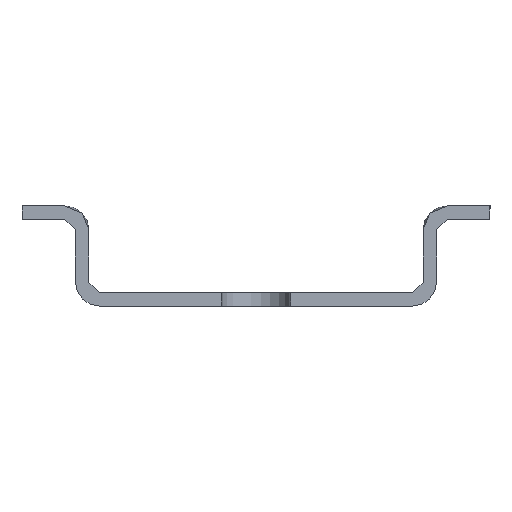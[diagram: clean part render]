
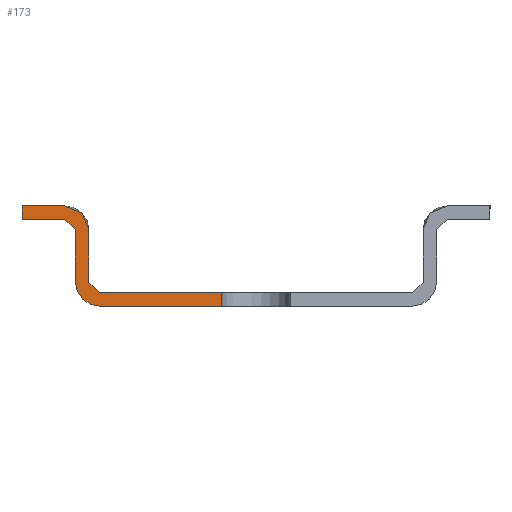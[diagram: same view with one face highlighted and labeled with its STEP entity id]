
A CAD part, left-side view. The second image highlights one B-rep face of the part: STEP entity #173.
In plain terms, the highlighted planar face has unit normal (-1, 0, 0).
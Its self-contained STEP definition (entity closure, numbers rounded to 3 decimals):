
#48=AXIS2_PLACEMENT_3D('Circle Axis2P3D',#46,#47,$) ;
#75=AXIS2_PLACEMENT_3D('Plane Axis2P3D',#72,#73,#74) ;
#41=CARTESIAN_POINT('Vertex',(0.,29.2,0.)) ;
#46=CARTESIAN_POINT('Axis2P3D Location',(0.,29.2,1.8)) ;
#50=CARTESIAN_POINT('Vertex',(0.,31.,1.8)) ;
#72=CARTESIAN_POINT('Axis2P3D Location',(0.,4.,0.)) ;
#77=CARTESIAN_POINT('Line Origine',(0.,17.5,1.)) ;
#81=CARTESIAN_POINT('Vertex',(0.,20.1,1.)) ;
#83=CARTESIAN_POINT('Vertex',(0.,29.2,1.)) ;
#87=CARTESIAN_POINT('Control Point',(0.,29.2,1.)) ;
#88=CARTESIAN_POINT('Control Point',(0.,29.514,1.)) ;
#89=CARTESIAN_POINT('Control Point',(0.,29.832,1.168)) ;
#90=CARTESIAN_POINT('Control Point',(0.,30.,1.486)) ;
#91=CARTESIAN_POINT('Control Point',(0.,30.,1.8)) ;
#92=CARTESIAN_POINT('Vertex',(0.,30.,1.8)) ;
#95=CARTESIAN_POINT('Line Origine',(0.,30.,3.75)) ;
#99=CARTESIAN_POINT('Vertex',(0.,30.,5.7)) ;
#103=CARTESIAN_POINT('Control Point',(0.,31.8,7.5)) ;
#104=CARTESIAN_POINT('Control Point',(0.,31.235,7.5)) ;
#105=CARTESIAN_POINT('Control Point',(0.,30.668,7.279)) ;
#106=CARTESIAN_POINT('Control Point',(0.,30.221,6.832)) ;
#107=CARTESIAN_POINT('Control Point',(0.,30.,6.265)) ;
#108=CARTESIAN_POINT('Control Point',(0.,30.,5.7)) ;
#109=CARTESIAN_POINT('Vertex',(0.,31.8,7.5)) ;
#112=CARTESIAN_POINT('Line Origine',(0.,17.5,7.5)) ;
#116=CARTESIAN_POINT('Vertex',(0.,35.,7.5)) ;
#119=CARTESIAN_POINT('Line Origine',(0.,35.,3.75)) ;
#123=CARTESIAN_POINT('Vertex',(0.,35.,6.5)) ;
#126=CARTESIAN_POINT('Line Origine',(0.,17.5,6.5)) ;
#130=CARTESIAN_POINT('Vertex',(0.,31.8,6.5)) ;
#134=CARTESIAN_POINT('Control Point',(0.,31.8,6.5)) ;
#135=CARTESIAN_POINT('Control Point',(0.,31.486,6.5)) ;
#136=CARTESIAN_POINT('Control Point',(0.,31.168,6.332)) ;
#137=CARTESIAN_POINT('Control Point',(0.,31.,6.014)) ;
#138=CARTESIAN_POINT('Control Point',(0.,31.,5.7)) ;
#139=CARTESIAN_POINT('Vertex',(0.,31.,5.7)) ;
#142=CARTESIAN_POINT('Line Origine',(0.,31.,3.75)) ;
#147=CARTESIAN_POINT('Line Origine',(0.,17.5,0.)) ;
#151=CARTESIAN_POINT('Vertex',(0.,20.1,0.)) ;
#154=CARTESIAN_POINT('Line Origine',(0.,20.1,3.75)) ;
#47=DIRECTION('Axis2P3D Direction',(1.,0.,0.)) ;
#73=DIRECTION('Axis2P3D Direction',(1.,0.,0.)) ;
#74=DIRECTION('Axis2P3D XDirection',(0.,1.,0.)) ;
#78=DIRECTION('Vector Direction',(0.,1.,0.)) ;
#96=DIRECTION('Vector Direction',(0.,0.,1.)) ;
#113=DIRECTION('Vector Direction',(0.,1.,0.)) ;
#120=DIRECTION('Vector Direction',(0.,0.,1.)) ;
#127=DIRECTION('Vector Direction',(0.,1.,0.)) ;
#143=DIRECTION('Vector Direction',(0.,0.,1.)) ;
#148=DIRECTION('Vector Direction',(0.,1.,0.)) ;
#155=DIRECTION('Vector Direction',(0.,0.,1.)) ;
#79=VECTOR('Line Direction',#78,1.) ;
#97=VECTOR('Line Direction',#96,1.) ;
#114=VECTOR('Line Direction',#113,1.) ;
#121=VECTOR('Line Direction',#120,1.) ;
#128=VECTOR('Line Direction',#127,1.) ;
#144=VECTOR('Line Direction',#143,1.) ;
#149=VECTOR('Line Direction',#148,1.) ;
#156=VECTOR('Line Direction',#155,1.) ;
#160=ORIENTED_EDGE('',*,*,#85,.T.) ;
#161=ORIENTED_EDGE('',*,*,#94,.T.) ;
#162=ORIENTED_EDGE('',*,*,#101,.F.) ;
#163=ORIENTED_EDGE('',*,*,#111,.F.) ;
#164=ORIENTED_EDGE('',*,*,#118,.T.) ;
#165=ORIENTED_EDGE('',*,*,#125,.F.) ;
#166=ORIENTED_EDGE('',*,*,#132,.T.) ;
#167=ORIENTED_EDGE('',*,*,#141,.T.) ;
#168=ORIENTED_EDGE('',*,*,#146,.F.) ;
#169=ORIENTED_EDGE('',*,*,#52,.F.) ;
#170=ORIENTED_EDGE('',*,*,#153,.F.) ;
#171=ORIENTED_EDGE('',*,*,#158,.F.) ;
#173=ADVANCED_FACE('K\X2\00F6\X0\rper.3',(#172),#76,.F.) ;
#86=B_SPLINE_CURVE_WITH_KNOTS('',4,(#87,#88,#89,#90,#91),.UNSPECIFIED.,.F.,.U.,(5,5),(3.77,5.027),.UNSPECIFIED.) ;
#102=B_SPLINE_CURVE_WITH_KNOTS('',5,(#103,#104,#105,#106,#107,#108),.UNSPECIFIED.,.F.,.U.,(6,6),(2.827,5.655),.UNSPECIFIED.) ;
#133=B_SPLINE_CURVE_WITH_KNOTS('',4,(#134,#135,#136,#137,#138),.UNSPECIFIED.,.F.,.U.,(5,5),(1.257,2.513),.UNSPECIFIED.) ;
#49=CIRCLE('generated circle',#48,1.8) ;
#52=EDGE_CURVE('',#42,#51,#49,.T.) ;
#85=EDGE_CURVE('',#82,#84,#80,.T.) ;
#94=EDGE_CURVE('',#84,#93,#86,.T.) ;
#101=EDGE_CURVE('',#100,#93,#98,.F.) ;
#111=EDGE_CURVE('',#110,#100,#102,.T.) ;
#118=EDGE_CURVE('',#110,#117,#115,.T.) ;
#125=EDGE_CURVE('',#124,#117,#122,.T.) ;
#132=EDGE_CURVE('',#124,#131,#129,.F.) ;
#141=EDGE_CURVE('',#131,#140,#133,.T.) ;
#146=EDGE_CURVE('',#51,#140,#145,.T.) ;
#153=EDGE_CURVE('',#152,#42,#150,.T.) ;
#158=EDGE_CURVE('',#82,#152,#157,.F.) ;
#159=EDGE_LOOP('',(#160,#161,#162,#163,#164,#165,#166,#167,#168,#169,#170,#171)) ;
#172=FACE_OUTER_BOUND('',#159,.T.) ;
#80=LINE('Line',#77,#79) ;
#98=LINE('Line',#95,#97) ;
#115=LINE('Line',#112,#114) ;
#122=LINE('Line',#119,#121) ;
#129=LINE('Line',#126,#128) ;
#145=LINE('Line',#142,#144) ;
#150=LINE('Line',#147,#149) ;
#157=LINE('Line',#154,#156) ;
#76=PLANE('',#75) ;
#42=VERTEX_POINT('',#41) ;
#51=VERTEX_POINT('',#50) ;
#82=VERTEX_POINT('',#81) ;
#84=VERTEX_POINT('',#83) ;
#93=VERTEX_POINT('',#92) ;
#100=VERTEX_POINT('',#99) ;
#110=VERTEX_POINT('',#109) ;
#117=VERTEX_POINT('',#116) ;
#124=VERTEX_POINT('',#123) ;
#131=VERTEX_POINT('',#130) ;
#140=VERTEX_POINT('',#139) ;
#152=VERTEX_POINT('',#151) ;
